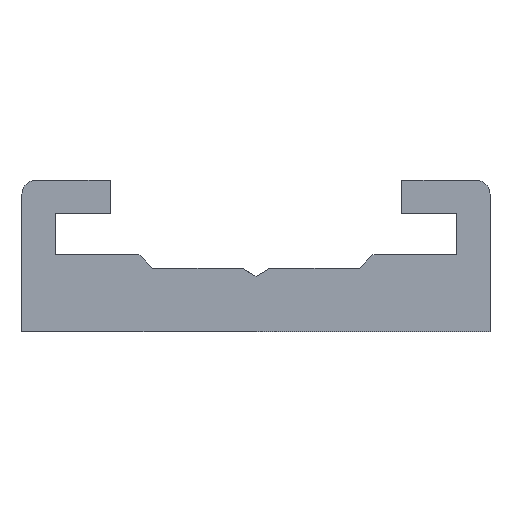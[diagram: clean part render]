
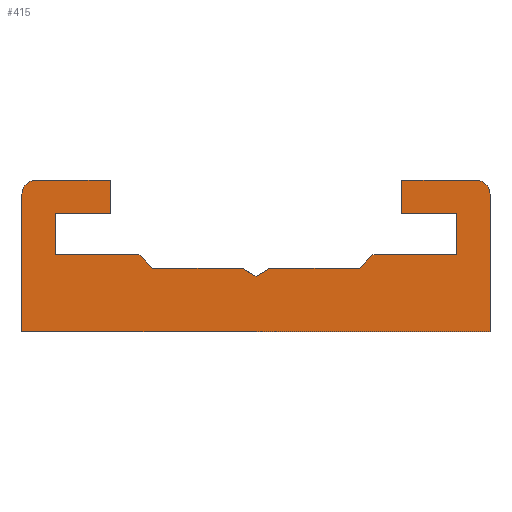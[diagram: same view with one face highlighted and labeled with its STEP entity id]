
A CAD part, front view. The second image highlights one B-rep face of the part: STEP entity #415.
In plain terms, the highlighted planar face has unit normal (0, -1, 0).
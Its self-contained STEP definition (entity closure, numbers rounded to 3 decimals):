
#415=ADVANCED_FACE('',(#1193),#1194,.T.);
#451=VERTEX_POINT('',#1233);
#457=VERTEX_POINT('',#1239);
#473=EDGE_CURVE('',#999,#451,#1256,.T.);
#525=VERTEX_POINT('',#1316);
#527=VERTEX_POINT('',#1318);
#551=VERTEX_POINT('',#1343);
#559=VERTEX_POINT('',#1351);
#595=VERTEX_POINT('',#1391);
#657=EDGE_CURVE('',#791,#1003,#1463,.T.);
#669=EDGE_CURVE('',#961,#1159,#1475,.T.);
#671=EDGE_CURVE('',#979,#527,#1477,.T.);
#675=EDGE_CURVE('',#955,#551,#1481,.T.);
#723=EDGE_CURVE('',#951,#1039,#1532,.T.);
#745=VERTEX_POINT('',#1554);
#751=EDGE_CURVE('',#527,#525,#1561,.T.);
#765=EDGE_CURVE('',#1003,#951,#1575,.T.);
#771=VERTEX_POINT('',#1581);
#791=VERTEX_POINT('',#1603);
#843=EDGE_CURVE('',#1139,#913,#1658,.T.);
#907=EDGE_CURVE('',#1039,#961,#1732,.T.);
#913=VERTEX_POINT('',#1738);
#951=VERTEX_POINT('',#1782);
#955=VERTEX_POINT('',#1786);
#959=EDGE_CURVE('',#457,#999,#1790,.T.);
#961=VERTEX_POINT('',#1792);
#979=VERTEX_POINT('',#1813);
#999=VERTEX_POINT('',#1837);
#1003=VERTEX_POINT('',#1841);
#1013=EDGE_CURVE('',#1057,#1139,#1854,.T.);
#1039=VERTEX_POINT('',#1882);
#1041=EDGE_CURVE('',#595,#979,#1884,.T.);
#1057=VERTEX_POINT('',#1900);
#1069=EDGE_CURVE('',#771,#955,#1914,.T.);
#1071=EDGE_CURVE('',#745,#595,#1916,.T.);
#1073=EDGE_CURVE('',#913,#771,#1918,.T.);
#1091=EDGE_CURVE('',#1159,#745,#1937,.T.);
#1099=EDGE_CURVE('',#551,#559,#1945,.T.);
#1131=EDGE_CURVE('',#451,#791,#1983,.T.);
#1137=EDGE_CURVE('',#559,#457,#1989,.T.);
#1139=VERTEX_POINT('',#1991);
#1155=EDGE_CURVE('',#525,#1057,#2009,.T.);
#1159=VERTEX_POINT('',#2013);
#1193=FACE_OUTER_BOUND('',#2043,.T.);
#1194=PLANE('',#2044);
#1233=CARTESIAN_POINT('',(8.5,0.0,0.0));
#1239=CARTESIAN_POINT('',(-8.5,0.0,5.0));
#1256=LINE('',#2122,#2123);
#1316=CARTESIAN_POINT('',(-0.5,0.0,2.3));
#1318=CARTESIAN_POINT('',(0.0,0.0,2.011));
#1343=CARTESIAN_POINT('',(-5.3,0.0,5.5));
#1351=CARTESIAN_POINT('',(-8.0,0.0,5.5));
#1391=CARTESIAN_POINT('',(3.75,0.0,2.3));
#1463=CIRCLE('',#2399,0.5);
#1475=LINE('',#2416,#2417);
#1477=LINE('',#2420,#2421);
#1481=LINE('',#2427,#2428);
#1532=LINE('',#2506,#2507);
#1554=CARTESIAN_POINT('',(4.25,0.0,2.8));
#1561=LINE('',#2550,#2551);
#1575=LINE('',#2568,#2569);
#1581=CARTESIAN_POINT('',(-7.3,0.0,4.3));
#1603=CARTESIAN_POINT('',(8.5,0.0,5.0));
#1658=LINE('',#2686,#2687);
#1732=LINE('',#2776,#2777);
#1738=CARTESIAN_POINT('',(-7.3,0.0,2.8));
#1782=CARTESIAN_POINT('',(5.3,0.0,5.5));
#1786=CARTESIAN_POINT('',(-5.3,0.0,4.3));
#1790=LINE('',#2844,#2845);
#1792=CARTESIAN_POINT('',(7.3,0.0,4.3));
#1813=CARTESIAN_POINT('',(0.5,0.0,2.3));
#1837=CARTESIAN_POINT('',(-8.5,0.0,0.0));
#1841=CARTESIAN_POINT('',(8.0,0.0,5.5));
#1854=LINE('',#2921,#2922);
#1882=CARTESIAN_POINT('',(5.3,0.0,4.3));
#1884=LINE('',#2964,#2965);
#1900=CARTESIAN_POINT('',(-3.75,0.0,2.3));
#1914=LINE('',#3005,#3006);
#1916=LINE('',#3009,#3010);
#1918=LINE('',#3013,#3014);
#1937=LINE('',#3038,#3039);
#1945=LINE('',#3049,#3050);
#1983=LINE('',#3100,#3101);
#1989=CIRCLE('',#3111,0.5);
#1991=CARTESIAN_POINT('',(-4.25,0.0,2.8));
#2009=LINE('',#3138,#3139);
#2013=CARTESIAN_POINT('',(7.3,0.0,2.8));
#2043=EDGE_LOOP('',(#3162,#3163,#3164,#3165,#3166,#3167,#3168,#3169,#3170,#3171,#3172,#3173,#3174,#3175,#3176,#3177,#3178,#3179,#3180,#3181,#3182));
#2044=AXIS2_PLACEMENT_3D('',#3183,#3184,#3185);
#2122=CARTESIAN_POINT('',(-8.5,0.0,0.0));
#2123=VECTOR('',#3243,1.0);
#2399=AXIS2_PLACEMENT_3D('',#3504,#3505,#3506);
#2416=CARTESIAN_POINT('',(7.3,0.0,4.3));
#2417=VECTOR('',#3514,1.0);
#2420=CARTESIAN_POINT('',(0.5,0.0,2.3));
#2421=VECTOR('',#3515,1.0);
#2427=CARTESIAN_POINT('',(-5.3,0.0,4.3));
#2428=VECTOR('',#3519,1.0);
#2506=CARTESIAN_POINT('',(5.3,0.0,5.5));
#2507=VECTOR('',#3578,1.0);
#2550=CARTESIAN_POINT('',(0.0,0.0,2.011));
#2551=VECTOR('',#3601,1.0);
#2568=CARTESIAN_POINT('',(8.0,0.0,5.5));
#2569=VECTOR('',#3603,1.0);
#2686=CARTESIAN_POINT('',(-4.25,0.0,2.8));
#2687=VECTOR('',#3680,1.0);
#2776=CARTESIAN_POINT('',(5.3,0.0,4.3));
#2777=VECTOR('',#3783,1.0);
#2844=CARTESIAN_POINT('',(-8.5,0.0,5.0));
#2845=VECTOR('',#3864,1.0);
#2921=CARTESIAN_POINT('',(-3.75,0.0,2.3));
#2922=VECTOR('',#3971,1.0);
#2964=CARTESIAN_POINT('',(3.75,0.0,2.3));
#2965=VECTOR('',#4004,1.0);
#3005=CARTESIAN_POINT('',(-7.3,0.0,4.3));
#3006=VECTOR('',#4036,1.0);
#3009=CARTESIAN_POINT('',(4.25,0.0,2.8));
#3010=VECTOR('',#4037,1.0);
#3013=CARTESIAN_POINT('',(-7.3,0.0,2.8));
#3014=VECTOR('',#4038,1.0);
#3038=CARTESIAN_POINT('',(7.3,0.0,2.8));
#3039=VECTOR('',#4054,1.0);
#3049=CARTESIAN_POINT('',(-5.3,0.0,5.5));
#3050=VECTOR('',#4058,1.0);
#3100=CARTESIAN_POINT('',(8.5,0.0,0.0));
#3101=VECTOR('',#4117,1.0);
#3111=AXIS2_PLACEMENT_3D('',#4122,#4123,#4124);
#3138=CARTESIAN_POINT('',(-0.5,0.0,2.3));
#3139=VECTOR('',#4149,1.0);
#3162=ORIENTED_EDGE('',*,*,#473,.T.);
#3163=ORIENTED_EDGE('',*,*,#1131,.T.);
#3164=ORIENTED_EDGE('',*,*,#657,.T.);
#3165=ORIENTED_EDGE('',*,*,#765,.T.);
#3166=ORIENTED_EDGE('',*,*,#723,.T.);
#3167=ORIENTED_EDGE('',*,*,#907,.T.);
#3168=ORIENTED_EDGE('',*,*,#669,.T.);
#3169=ORIENTED_EDGE('',*,*,#1091,.T.);
#3170=ORIENTED_EDGE('',*,*,#1071,.T.);
#3171=ORIENTED_EDGE('',*,*,#1041,.T.);
#3172=ORIENTED_EDGE('',*,*,#671,.T.);
#3173=ORIENTED_EDGE('',*,*,#751,.T.);
#3174=ORIENTED_EDGE('',*,*,#1155,.T.);
#3175=ORIENTED_EDGE('',*,*,#1013,.T.);
#3176=ORIENTED_EDGE('',*,*,#843,.T.);
#3177=ORIENTED_EDGE('',*,*,#1073,.T.);
#3178=ORIENTED_EDGE('',*,*,#1069,.T.);
#3179=ORIENTED_EDGE('',*,*,#675,.T.);
#3180=ORIENTED_EDGE('',*,*,#1099,.T.);
#3181=ORIENTED_EDGE('',*,*,#1137,.T.);
#3182=ORIENTED_EDGE('',*,*,#959,.T.);
#3183=CARTESIAN_POINT('',(0.,0.0,2.405));
#3184=DIRECTION('',(0.0,-1.0,0.0));
#3185=DIRECTION('',(1.0,0.0,0.0));
#3243=DIRECTION('',(1.0,0.0,0.0));
#3504=CARTESIAN_POINT('',(8.,0.0,5.));
#3505=DIRECTION('',(0.0,-1.0,0.0));
#3506=DIRECTION('',(1.0,0.0,0.));
#3514=DIRECTION('',(0.0,0.0,-1.0));
#3515=DIRECTION('',(-0.866,-0.0,-0.5));
#3519=DIRECTION('',(0.0,0.0,1.0));
#3578=DIRECTION('',(0.0,0.0,-1.0));
#3601=DIRECTION('',(-0.866,0.0,0.5));
#3603=DIRECTION('',(-1.0,0.0,0.0));
#3680=DIRECTION('',(-1.0,0.0,0.0));
#3783=DIRECTION('',(1.0,0.0,0.0));
#3864=DIRECTION('',(0.0,0.0,-1.0));
#3971=DIRECTION('',(-0.707,0.0,0.707));
#4004=DIRECTION('',(-1.0,0.0,0.0));
#4036=DIRECTION('',(1.0,0.0,0.0));
#4037=DIRECTION('',(-0.707,-0.0,-0.707));
#4038=DIRECTION('',(0.0,0.0,1.0));
#4054=DIRECTION('',(-1.0,0.0,0.0));
#4058=DIRECTION('',(-1.0,0.0,0.0));
#4117=DIRECTION('',(0.0,0.0,1.0));
#4122=CARTESIAN_POINT('',(-8.0,0.0,5.0));
#4123=DIRECTION('',(0.0,-1.0,0.0));
#4124=DIRECTION('',(0.,0.0,1.0));
#4149=DIRECTION('',(-1.0,0.0,0.0));
